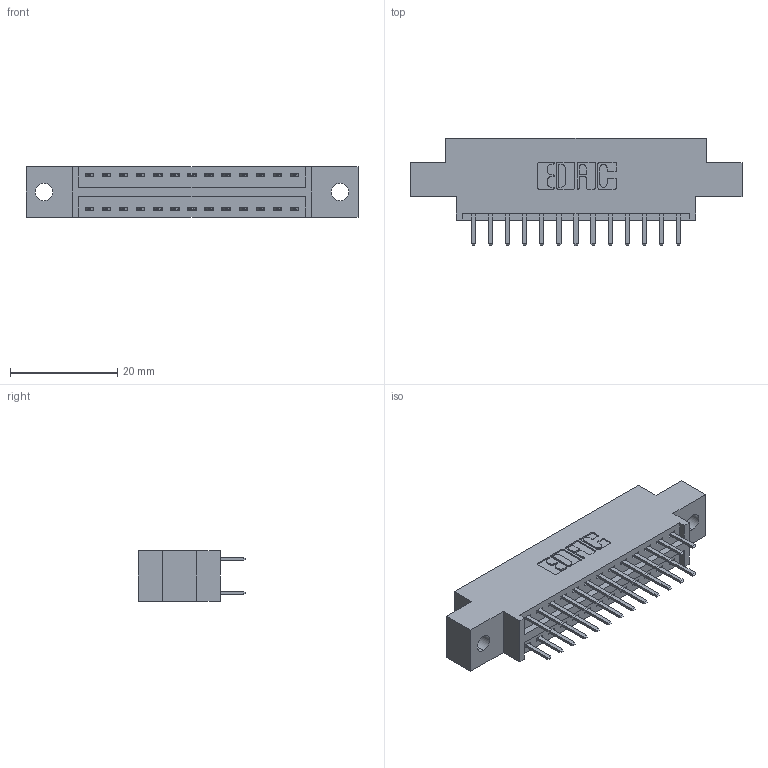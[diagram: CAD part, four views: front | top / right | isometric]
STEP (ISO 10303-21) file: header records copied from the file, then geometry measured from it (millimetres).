
FILE_DESCRIPTION (( 'STEP AP203' ), '1' );
FILE_NAME ('396-026-520-802.STEP', '2018-09-04T23:19:52', ( '' ), ( '' ), 'SwSTEP 2.0', 'SolidWorks 2016', '' );
FILE_SCHEMA (( 'CONFIG_CONTROL_DESIGN' ));
Length unit declared in the file: inch
Products named in the file (3): 346 Part_0.170 Offset - 0.128 Dia; 345-292-001_345-293-120; 396-026-520-802
Assembly tree (27 placements, depth 2):
  396-026-520-802
    346 Part_0.170 Offset - 0.128 Dia
    345-292-001_345-293-120  x26
Bounding box: 61.85 x 20.02 x 9.4 mm (x, y, z)
Volume: 5603.1 mm3; surface area: 7129.6 mm2
Topology: 27 solids, 27 shells, 1582 faces, 4579 edges, 2982 vertices
Faces by surface type: plane 1042, cylinder 540
Entity records: 12637 total; most frequent: CARTESIAN_POINT 2136, ORIENTED_EDGE 2058, DIRECTION 1921, EDGE_CURVE 1029, VECTOR 841, LINE 841, VERTEX_POINT 682, AXIS2_PLACEMENT_3D 540
